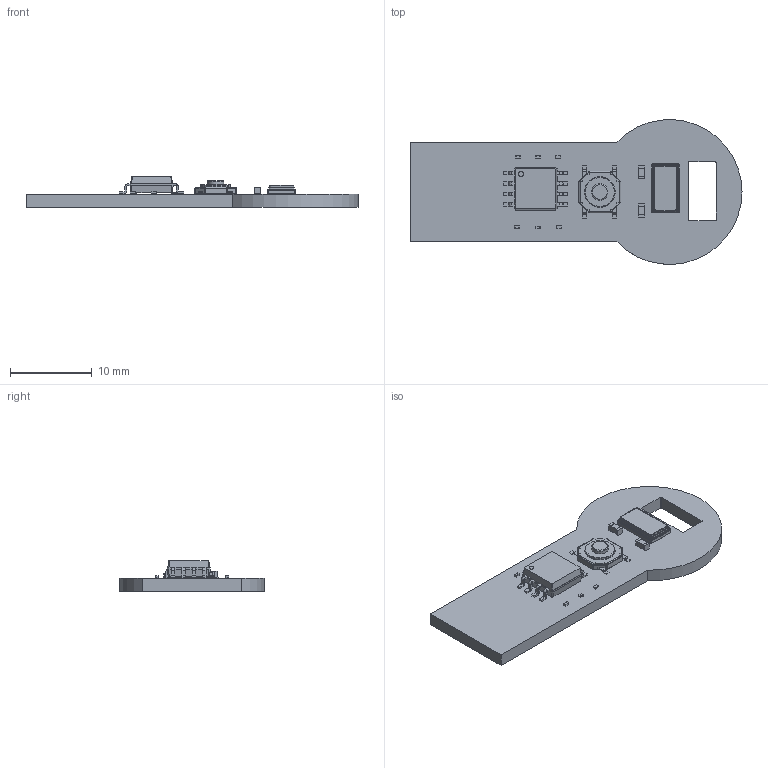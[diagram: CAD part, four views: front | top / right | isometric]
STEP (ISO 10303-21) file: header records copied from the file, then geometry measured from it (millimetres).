
FILE_DESCRIPTION(('KiCad electronic assembly'),'2;1');
FILE_NAME('SOIC.step','2024-08-03T18:59:22',('Pcbnew'),('Kicad'), 'Open CASCADE STEP processor 7.7','KiCad to STEP converter','Unknown' );
FILE_SCHEMA(('AUTOMOTIVE_DESIGN { 1 0 10303 214 1 1 1 1 }'));
Length unit declared in the file: millimetre
Products named in the file (14): SOIC 1; C_0603_1608Metric; SOIC-8_5.275x5.275mm_P1.27mm; SOIC_8_5275x5275mm_P127mm; R_0201_0603Metric; PTS525SM15SMTR2LFS; PTS525SM15SMTR2 LFS; Crystal_SMD_0603-4Pin_6.0x3.5mm; SMD_0603_4Pin; LED_0201_0603Metric; SOIC_PCB
Assembly tree (18 placements, depth 3):
  SOIC 1
    C_0603_1608Metric  x2
      C_0603_1608Metric
    SOIC-8_5.275x5.275mm_P1.27mm
      SOIC_8_5275x5275mm_P127mm
    R_0201_0603Metric  x4
      R_0201_0603Metric
    PTS525SM15SMTR2LFS
      PTS525SM15SMTR2 LFS
    Crystal_SMD_0603-4Pin_6.0x3.5mm
      SMD_0603_4Pin
    LED_0201_0603Metric  x2
      LED_0201_0603Metric
    SOIC_PCB
Bounding box: 40.58 x 17.7 x 3.71 mm (x, y, z)
Volume: 912.5 mm3; surface area: 1549.7 mm2
Topology: 18 solids, 18 shells, 688 faces, 1700 edges, 1062 vertices
Faces by surface type: plane 416, cylinder 198, torus 42, bspline 32
Full cylindrical faces by diameter (mm): 0.6 x1
Entity records: 19431 total; most frequent: CARTESIAN_POINT 3100, DIRECTION 2765, ORIENTED_EDGE 2742, EDGE_CURVE 1371, LINE 971, VECTOR 971, AXIS2_PLACEMENT_3D 897, VERTEX_POINT 848
